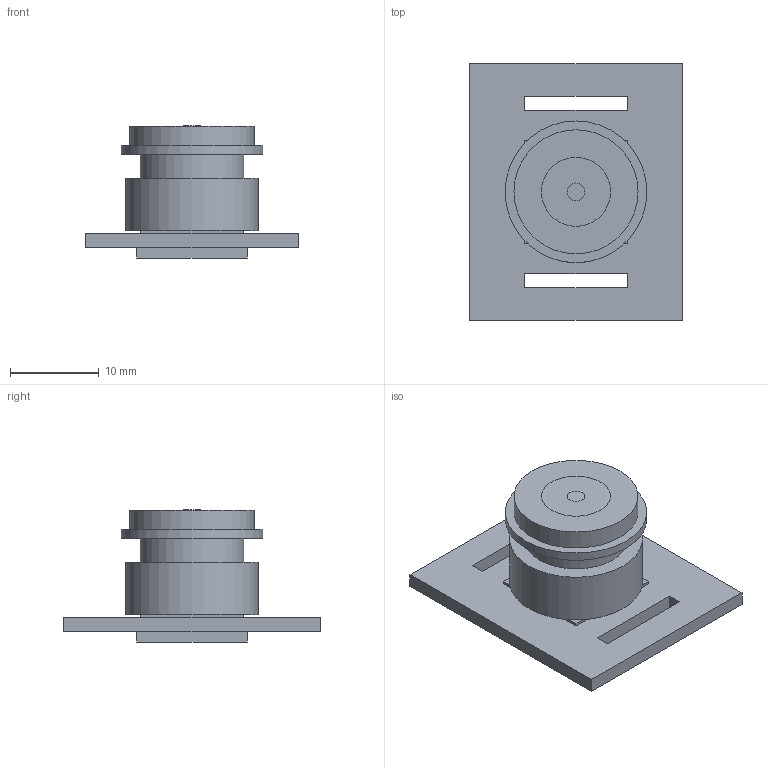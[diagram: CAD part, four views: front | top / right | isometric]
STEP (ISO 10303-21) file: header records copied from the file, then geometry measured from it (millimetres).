
FILE_DESCRIPTION(('Open CASCADE Model'),'2;1');
FILE_NAME('Open CASCADE Shape Model','2019-11-25T13:47:20',('Author'),( 'Open CASCADE'),'Open CASCADE STEP processor 6.8','Open CASCADE 6.8' ,'Unknown');
FILE_SCHEMA(('AUTOMOTIVE_DESIGN { 1 0 10303 214 1 1 1 1 }'));
Length unit declared in the file: millimetre
Products named in the file (22): PCB; Board; Open CASCADE STEP translator 6.8 6.1.1; Free-Models; CAMERA; Open_CASCADE_STEP_translator_6.8_5.1.1; 6424430608; Cylinder; 6426949360; 8072834128; 6426425152; 8072696416; 8072709200; 7363024416; Extruded
Assembly tree (21 placements, depth 6):
  PCB
    Board
      Open CASCADE STEP translator 6.8 6.1.1
    Free-Models
      CAMERA
        Board
          Open_CASCADE_STEP_translator_6.8_5.1.1
        Free-Models
          6424430608
            Cylinder
          6426949360
            Cylinder
          8072834128
            Cylinder
          6426425152
            Cylinder
          8072696416
            Cylinder
          8072709200
            Cylinder
          7363024416
            Extruded
Bounding box: 24 x 29 x 14.9 mm (x, y, z)
Volume: 3288.5 mm3; surface area: 4087.6 mm2
Topology: 9 solids, 9 shells, 48 faces, 90 edges, 60 vertices
Faces by surface type: plane 42, cylinder 6
Full cylindrical faces by diameter (mm): 2 x1, 7.8 x1, 11.7 x1, 14 x1, 15 x1, 16 x1
Entity records: 1736 total; most frequent: DIRECTION 242, CARTESIAN_POINT 220, ORIENTED_EDGE 180, EDGE_CURVE 90, AXIS2_PLACEMENT_3D 82, LINE 78, VECTOR 78, VERTEX_POINT 60
